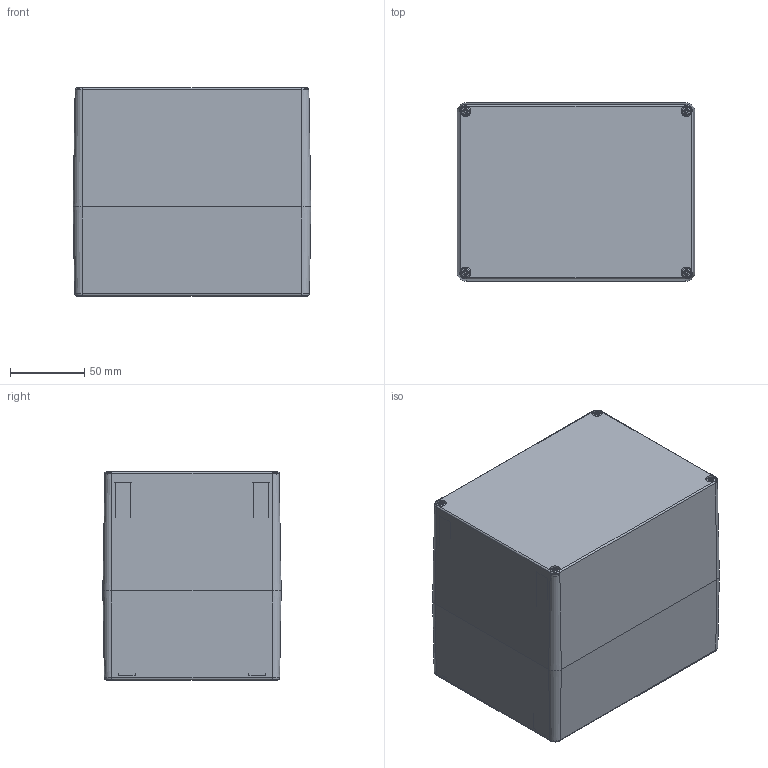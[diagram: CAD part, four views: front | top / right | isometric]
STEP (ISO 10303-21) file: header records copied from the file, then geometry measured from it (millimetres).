
FILE_DESCRIPTION((''),'2;1');
FILE_NAME('0302105400-MBM_161214-K_VE.stp','2015-12-22T15:10:18',('robin.rentz'),(''),'Autodesk Inventor 2012','Autodesk Inventor 2012','');
FILE_SCHEMA(('AUTOMOTIVE_DESIGN { 1 2 10303 214 0 1 1 1 }'));
Length unit declared in the file: millimetre
Products named in the file (6): 0302105400-MBM_161214-K_VE; 0301105102-UT_161260_VE; 0302105401-OT_161280-K_VE; xxx-O-Ring--OT--MBM-MBT_161280; 1990000007 M4 Gewindebuchse; Flachkopfschraube mit Kreuzschlitz - Typ IA - Metrisch M4x0.7 x 20
Assembly tree (11 placements, depth 2):
  0302105400-MBM_161214-K_VE
    0301105102-UT_161260_VE
    0302105401-OT_161280-K_VE
    xxx-O-Ring--OT--MBM-MBT_161280
    1990000007 M4 Gewindebuchse  x4
    Flachkopfschraube mit Kreuzschlitz - Typ IA - Metrisch M4x0.7 x 20  x4
Bounding box: 160 x 120 x 140 mm (x, y, z)
Volume: 443941.6 mm3; surface area: 262935 mm2
Topology: 11 solids, 11 shells, 1479 faces, 3572 edges, 2160 vertices
Faces by surface type: plane 599, cylinder 396, cone 368, torus 104, bspline 8, sphere 4
Full cylindrical faces by diameter (mm): 3.242 x4, 3.3 x4, 4 x4, 4.4 x4, 4.5 x8, 4.8 x4, 5.1 x4, 7 x4, 7.2 x8, 7.8 x4
Entity records: 21692 total; most frequent: CARTESIAN_POINT 4612, DIRECTION 3788, ORIENTED_EDGE 3376, EDGE_CURVE 1688, AXIS2_PLACEMENT_3D 1556, VERTEX_POINT 1058, EDGE_LOOP 850, CIRCLE 804
